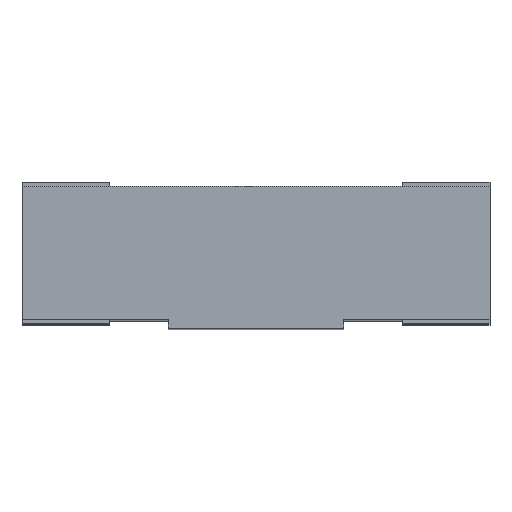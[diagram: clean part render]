
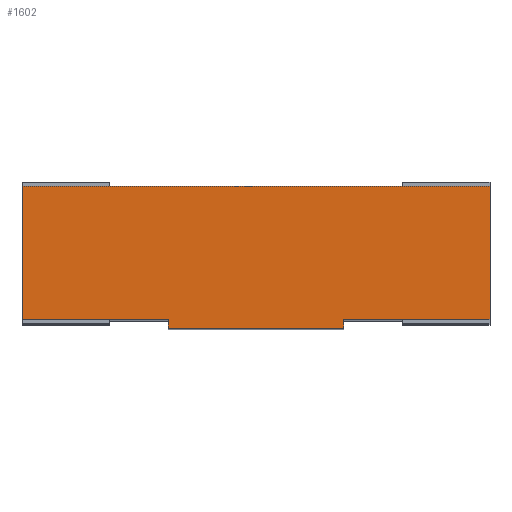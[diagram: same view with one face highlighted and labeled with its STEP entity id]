
A CAD part, top view. The second image highlights one B-rep face of the part: STEP entity #1602.
In plain terms, the highlighted planar face has unit normal (0, 0, 1).
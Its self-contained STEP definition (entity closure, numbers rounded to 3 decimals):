
#165=DIRECTION('',(-1.,0.,0.));
#166=VECTOR('',#165,0.6);
#167=CARTESIAN_POINT('',(0.3,-0.258,3.2));
#168=LINE('',#167,#166);
#169=DIRECTION('',(0.,-1.,0.));
#170=VECTOR('',#169,0.03);
#171=CARTESIAN_POINT('',(-0.3,-0.228,3.2));
#172=LINE('',#171,#170);
#173=DIRECTION('',(1.,0.,0.));
#174=VECTOR('',#173,0.5);
#175=CARTESIAN_POINT('',(0.3,-0.228,3.2));
#176=LINE('',#175,#174);
#177=DIRECTION('',(0.,-1.,0.));
#178=VECTOR('',#177,0.03);
#179=CARTESIAN_POINT('',(0.3,-0.228,3.2));
#180=LINE('',#179,#178);
#181=DIRECTION('',(1.,0.,0.));
#182=VECTOR('',#181,0.5);
#183=CARTESIAN_POINT('',(-0.8,-0.228,3.2));
#184=LINE('',#183,#182);
#185=DIRECTION('',(0.,-1.,0.));
#186=VECTOR('',#185,0.455);
#187=CARTESIAN_POINT('',(-0.8,0.228,3.2));
#188=LINE('',#187,#186);
#189=DIRECTION('',(-1.,0.,0.));
#190=VECTOR('',#189,1.6);
#191=CARTESIAN_POINT('',(0.8,0.228,3.2));
#192=LINE('',#191,#190);
#193=DIRECTION('',(0.,1.,0.));
#194=VECTOR('',#193,0.455);
#195=CARTESIAN_POINT('',(0.8,-0.228,3.2));
#196=LINE('',#195,#194);
#1081=CARTESIAN_POINT('',(-0.8,0.228,3.2));
#1082=CARTESIAN_POINT('',(-0.8,-0.228,3.2));
#1083=VERTEX_POINT('',#1081);
#1084=VERTEX_POINT('',#1082);
#1085=CARTESIAN_POINT('',(0.8,-0.228,3.2));
#1086=CARTESIAN_POINT('',(0.8,0.228,3.2));
#1087=VERTEX_POINT('',#1085);
#1088=VERTEX_POINT('',#1086);
#1218=CARTESIAN_POINT('',(0.3,-0.258,3.2));
#1220=VERTEX_POINT('',#1218);
#1221=CARTESIAN_POINT('',(-0.3,-0.258,3.2));
#1222=VERTEX_POINT('',#1221);
#1226=CARTESIAN_POINT('',(0.3,-0.228,3.2));
#1228=VERTEX_POINT('',#1226);
#1230=CARTESIAN_POINT('',(-0.3,-0.228,3.2));
#1232=VERTEX_POINT('',#1230);
#1584=CARTESIAN_POINT('',(0.,0.,3.2));
#1585=DIRECTION('',(0.,0.,1.));
#1586=DIRECTION('',(1.,0.,0.));
#1587=AXIS2_PLACEMENT_3D('',#1584,#1585,#1586);
#1588=PLANE('',#1587);
#1589=ORIENTED_EDGE('',*,*,#1456,.F.);
#1590=ORIENTED_EDGE('',*,*,#1552,.T.);
#1591=ORIENTED_EDGE('',*,*,#1566,.T.);
#1592=ORIENTED_EDGE('',*,*,#1577,.F.);
#1593=ORIENTED_EDGE('',*,*,#1538,.F.);
#1595=ORIENTED_EDGE('',*,*,#1594,.F.);
#1597=ORIENTED_EDGE('',*,*,#1596,.F.);
#1599=ORIENTED_EDGE('',*,*,#1598,.F.);
#1600=EDGE_LOOP('',(#1589,#1590,#1591,#1592,#1593,#1595,#1597,#1599));
#1601=FACE_OUTER_BOUND('',#1600,.F.);
#1456=EDGE_CURVE('',#1228,#1087,#176,.T.);
#1538=EDGE_CURVE('',#1084,#1232,#184,.T.);
#1552=EDGE_CURVE('',#1228,#1220,#180,.T.);
#1566=EDGE_CURVE('',#1220,#1222,#168,.T.);
#1577=EDGE_CURVE('',#1232,#1222,#172,.T.);
#1594=EDGE_CURVE('',#1083,#1084,#188,.T.);
#1596=EDGE_CURVE('',#1088,#1083,#192,.T.);
#1598=EDGE_CURVE('',#1087,#1088,#196,.T.);
#1602=ADVANCED_FACE('',(#1601),#1588,.T.);
